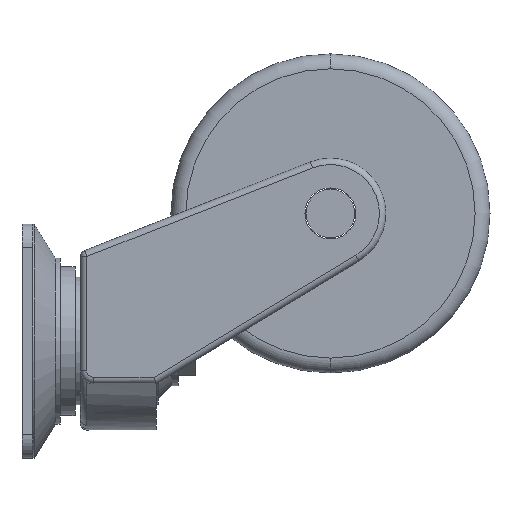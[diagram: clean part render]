
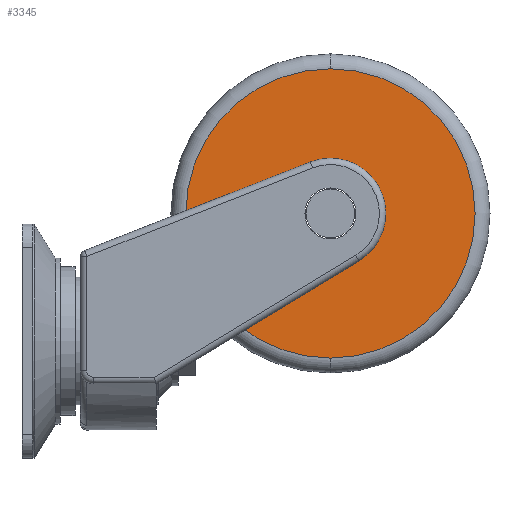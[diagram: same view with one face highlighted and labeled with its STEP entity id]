
A CAD part, left-side view. The second image highlights one B-rep face of the part: STEP entity #3345.
In plain terms, the highlighted planar face has unit normal (-1, 0, 0).
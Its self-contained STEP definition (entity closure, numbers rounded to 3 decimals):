
#190 = CARTESIAN_POINT ( 'NONE',  ( -29., -145., 60. ) ) ;
#194 = DIRECTION ( 'NONE',  ( 1., 0., 0. ) ) ;
#195 = DIRECTION ( 'NONE',  ( 0., 0., -1. ) ) ;
#253 = CARTESIAN_POINT ( 'NONE',  ( -29., -145., 60. ) ) ;
#257 = DIRECTION ( 'NONE',  ( 1., 0., 0. ) ) ;
#258 = DIRECTION ( 'NONE',  ( 0., 0., -1. ) ) ;
#292 = PLANE ( 'NONE',  #3300 ) ;
#293 = CARTESIAN_POINT ( 'NONE',  ( -29., -127., 60. ) ) ;
#294 = DIRECTION ( 'NONE',  ( -1., 0., 0. ) ) ;
#295 = DIRECTION ( 'NONE',  ( 0., 0., 1. ) ) ;
#607 = CARTESIAN_POINT ( 'NONE',  ( -29., -145., 42. ) ) ;
#647 = CARTESIAN_POINT ( 'NONE',  ( -29., -145., 60. ) ) ;
#782 = DIRECTION ( 'NONE',  ( 1., 0., 0. ) ) ;
#822 = CARTESIAN_POINT ( 'NONE',  ( -29., -145., 128. ) ) ;
#977 = ORIENTED_EDGE ( 'NONE', *, *, #2390, .F. ) ;
#1012 = DIRECTION ( 'NONE',  ( 1., 0., 0. ) ) ;
#1037 = EDGE_LOOP ( 'NONE', ( #1305, #977 ) ) ;
#1048 = ORIENTED_EDGE ( 'NONE', *, *, #2394, .T. ) ;
#1202 = CARTESIAN_POINT ( 'NONE',  ( -29., -145., 78. ) ) ;
#1305 = ORIENTED_EDGE ( 'NONE', *, *, #2500, .F. ) ;
#1381 = CARTESIAN_POINT ( 'NONE',  ( -29., -145., 60. ) ) ;
#1387 = ORIENTED_EDGE ( 'NONE', *, *, #2479, .T. ) ;
#1492 = CARTESIAN_POINT ( 'NONE',  ( -29., -145., -8. ) ) ;
#1502 = EDGE_LOOP ( 'NONE', ( #1387, #1048 ) ) ;
#1550 = DIRECTION ( 'NONE',  ( 0., 0., -1. ) ) ;
#1596 = DIRECTION ( 'NONE',  ( 0., 0., -1. ) ) ;
#2098 = VERTEX_POINT ( 'NONE', #607 ) ;
#2101 = VERTEX_POINT ( 'NONE', #1202 ) ;
#2264 = VERTEX_POINT ( 'NONE', #1492 ) ;
#2328 = VERTEX_POINT ( 'NONE', #822 ) ;
#2390 = EDGE_CURVE ( 'NONE', #2328, #2264, #2528, .T. ) ;
#2394 = EDGE_CURVE ( 'NONE', #2101, #2098, #2529, .T. ) ;
#2479 = EDGE_CURVE ( 'NONE', #2098, #2101, #2567, .T. ) ;
#2500 = EDGE_CURVE ( 'NONE', #2264, #2328, #2577, .T. ) ;
#2528 = CIRCLE ( 'NONE', #3142, 68. ) ;
#2529 = CIRCLE ( 'NONE', #3147, 18. ) ;
#2567 = CIRCLE ( 'NONE', #3242, 18. ) ;
#2577 = CIRCLE ( 'NONE', #3247, 68. ) ;
#3142 = AXIS2_PLACEMENT_3D ( 'NONE', #1381, #782, #1550 ) ;
#3147 = AXIS2_PLACEMENT_3D ( 'NONE', #647, #1012, #1596 ) ;
#3242 = AXIS2_PLACEMENT_3D ( 'NONE', #190, #194, #195 ) ;
#3247 = AXIS2_PLACEMENT_3D ( 'NONE', #253, #257, #258 ) ;
#3293 = FACE_OUTER_BOUND ( 'NONE', #1037, .T. ) ;
#3296 = FACE_BOUND ( 'NONE', #1502, .T. ) ;
#3300 = AXIS2_PLACEMENT_3D ( 'NONE', #293, #294, #295 ) ;
#3345 = ADVANCED_FACE ( 'NONE', ( #3296, #3293 ), #292, .T. ) ;
